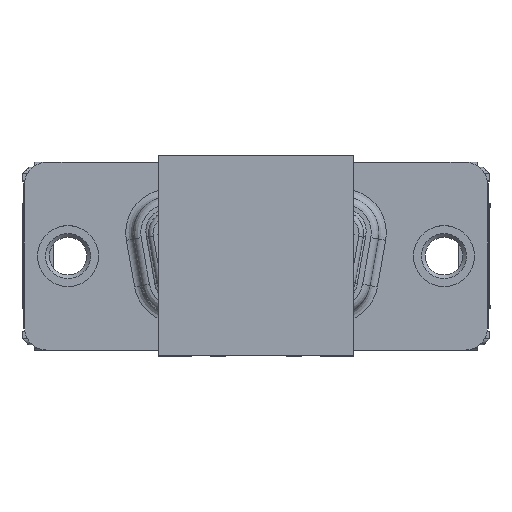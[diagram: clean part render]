
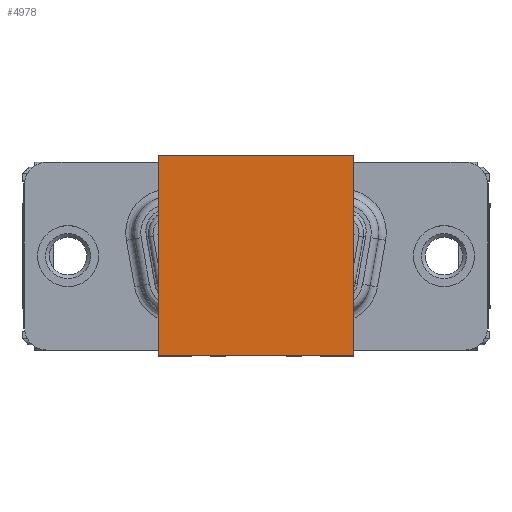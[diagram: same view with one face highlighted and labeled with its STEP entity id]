
A CAD part, top view. The second image highlights one B-rep face of the part: STEP entity #4978.
In plain terms, the highlighted planar face has unit normal (0, 0, 1).
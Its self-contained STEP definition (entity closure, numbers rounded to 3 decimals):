
#4978=ADVANCED_FACE('',(#6583),#5703,.T.);
#5703=PLANE('',#22993);
#6583=FACE_OUTER_BOUND('',#7577,.T.);
#7577=EDGE_LOOP('',(#11229,#11230,#11231,#11232));
#11229=ORIENTED_EDGE('',*,*,#16621,.F.);
#11230=ORIENTED_EDGE('',*,*,#16625,.F.);
#11231=ORIENTED_EDGE('',*,*,#16626,.F.);
#11232=ORIENTED_EDGE('',*,*,#16627,.F.);
#14351=VERTEX_POINT('',#32899);
#14352=VERTEX_POINT('',#32901);
#14354=VERTEX_POINT('',#32908);
#14355=VERTEX_POINT('',#32910);
#16621=EDGE_CURVE('',#14351,#14352,#18723,.T.);
#16625=EDGE_CURVE('',#14354,#14351,#18727,.T.);
#16626=EDGE_CURVE('',#14355,#14354,#18728,.T.);
#16627=EDGE_CURVE('',#14352,#14355,#18729,.T.);
#18723=LINE('',#32900,#20703);
#18727=LINE('',#32907,#20707);
#18728=LINE('',#32909,#20708);
#18729=LINE('',#32911,#20709);
#20703=VECTOR('',#26713,1.);
#20707=VECTOR('',#26719,1.);
#20708=VECTOR('',#26720,1.);
#20709=VECTOR('',#26721,1.);
#22993=AXIS2_PLACEMENT_3D('',#32912,#26722,#26723);
#26713=DIRECTION('',(1.,0.,0.));
#26719=DIRECTION('',(0.,1.,0.));
#26720=DIRECTION('',(-1.,0.,0.));
#26721=DIRECTION('',(0.,-1.,0.));
#26722=DIRECTION('',(0.,0.,1.));
#26723=DIRECTION('',(0.,1.,0.));
#32899=CARTESIAN_POINT('',(-6.5,12.9,8.75));
#32900=CARTESIAN_POINT('',(-6.5,12.9,8.75));
#32901=CARTESIAN_POINT('',(6.5,12.9,8.75));
#32907=CARTESIAN_POINT('',(-6.5,-0.4,8.75));
#32908=CARTESIAN_POINT('',(-6.5,-0.4,8.75));
#32909=CARTESIAN_POINT('',(6.5,-0.4,8.75));
#32910=CARTESIAN_POINT('',(6.5,-0.4,8.75));
#32911=CARTESIAN_POINT('',(6.5,12.9,8.75));
#32912=CARTESIAN_POINT('',(7.15,-1.065,8.75));
